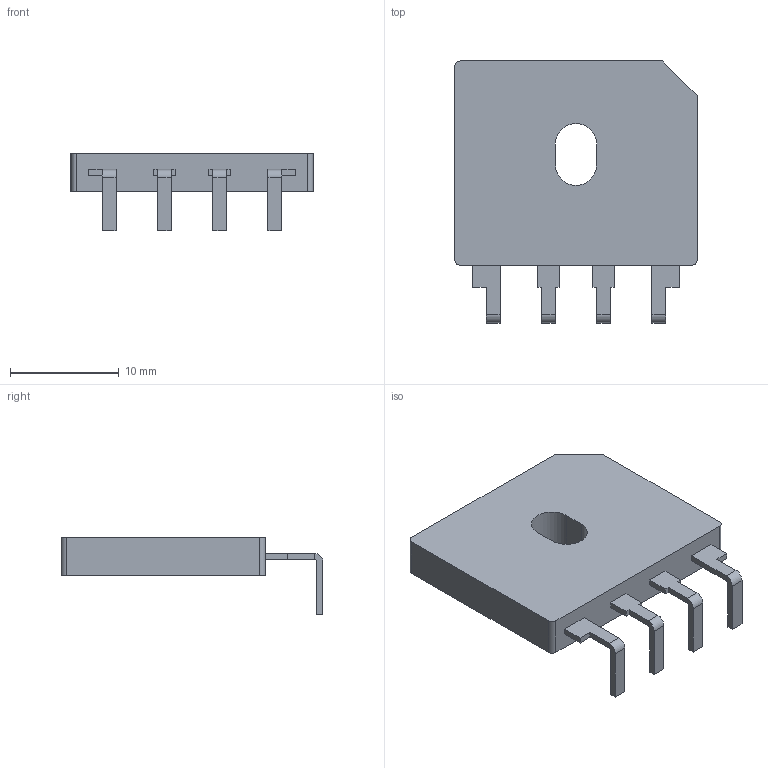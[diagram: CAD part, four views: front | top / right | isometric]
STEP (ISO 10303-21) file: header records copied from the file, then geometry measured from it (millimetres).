
FILE_DESCRIPTION((''),'2;1');
FILE_NAME('FAIRCHILD_GBU-H.stp','2012-05-14T14:22:17',(''),(''),'Mechanical Desktop 2011','Mechanical Desktop 2011',', , ');
FILE_SCHEMA(('AUTOMOTIVE_DESIGN { 1 2 10303 214 1 1 1 1 }'));
Length unit declared in the file: millimetre
Products named in the file (1): Product
Bounding box: 22.3 x 24.11 x 7.16 mm (x, y, z)
Volume: 1441.2 mm3; surface area: 1311.8 mm2
Topology: 9 solids, 9 shells, 82 faces, 192 edges, 128 vertices
Faces by surface type: plane 69, cylinder 13
Entity records: 2370 total; most frequent: CARTESIAN_POINT 403, DIRECTION 384, ORIENTED_EDGE 384, EDGE_CURVE 192, VECTOR 166, LINE 166, VERTEX_POINT 128, AXIS2_PLACEMENT_3D 109
